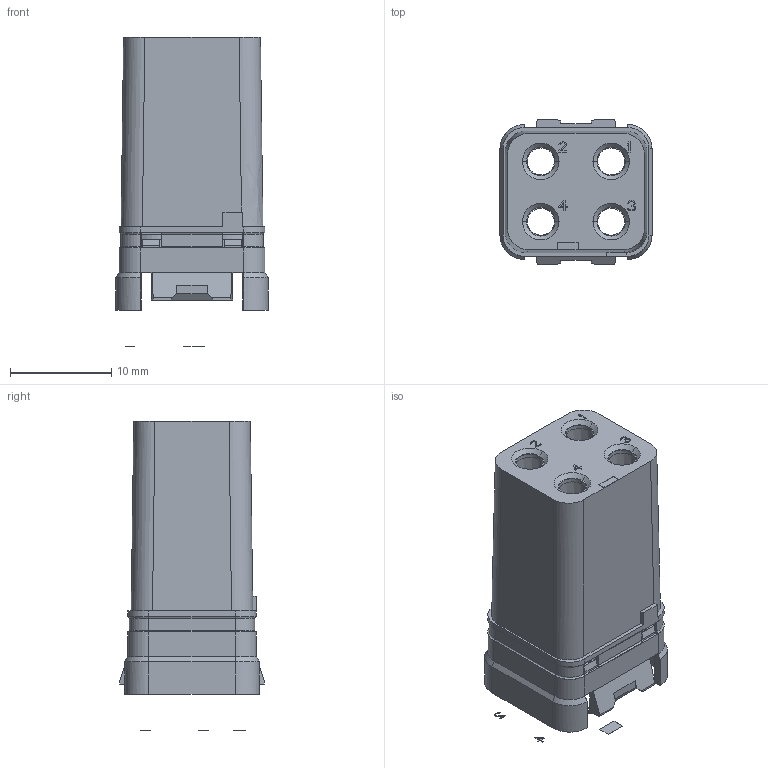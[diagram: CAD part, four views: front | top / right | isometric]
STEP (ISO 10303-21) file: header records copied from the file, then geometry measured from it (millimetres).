
FILE_DESCRIPTION((''),'2;1');
FILE_NAME('SIM3E0412SN','2020-07-31T',('presta_be4'),(''),'CREO PARAMETRIC BY PTC INC, 2018360','CREO PARAMETRIC BY PTC INC, 2018360','');
FILE_SCHEMA(('CONFIG_CONTROL_DESIGN'));
Length unit declared in the file: millimetre
Products named in the file (1): SIM3E0412SN
Bounding box: 15 x 14.3 x 30.53 mm (x, y, z)
Volume: 2307.4 mm3; surface area: 3714.1 mm2
Topology: 6 solids, 6 shells, 1070 faces, 2810 edges, 1768 vertices
Faces by surface type: plane 492, bspline 200, cylinder 178, cone 88, torus 64, sphere 48
Entity records: 40333 total; most frequent: CARTESIAN_POINT 15391, ORIENTED_EDGE 5620, DIRECTION 4664, EDGE_CURVE 2810, VERTEX_POINT 1768, AXIS2_PLACEMENT_3D 1626, VECTOR 1412, LINE 1412
